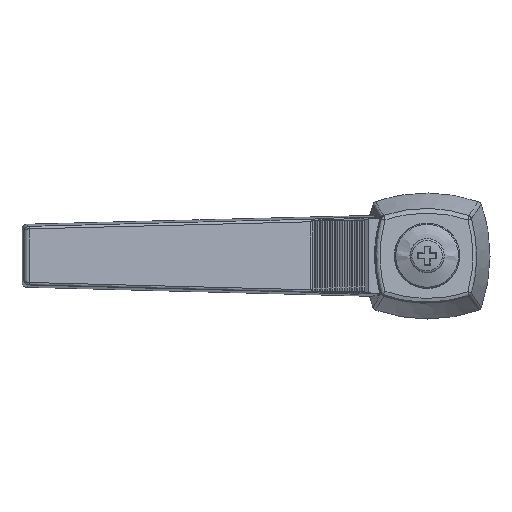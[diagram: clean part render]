
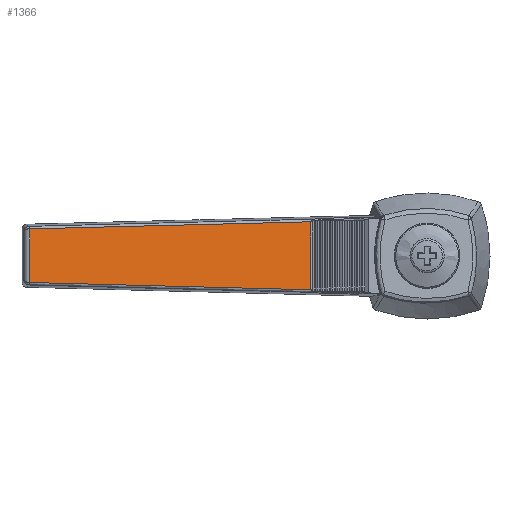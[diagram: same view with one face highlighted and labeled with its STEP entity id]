
A CAD part, top view. The second image highlights one B-rep face of the part: STEP entity #1366.
In plain terms, the highlighted planar face has unit normal (0.174, 0, 0.985).
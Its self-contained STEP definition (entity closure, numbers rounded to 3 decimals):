
#1366 = ADVANCED_FACE( '', ( #2789 ), #2790, .F. );
#2789 = FACE_OUTER_BOUND( '', #8746, .T. );
#2790 = PLANE( '', #8747 );
#8746 = EDGE_LOOP( '', ( #13274, #13275, #13276, #13277 ) );
#8747 = AXIS2_PLACEMENT_3D( '', #13278, #13279, #13280 );
#13274 = ORIENTED_EDGE( '', *, *, #14252, .T. );
#13275 = ORIENTED_EDGE( '', *, *, #15275, .T. );
#13276 = ORIENTED_EDGE( '', *, *, #13728, .T. );
#13277 = ORIENTED_EDGE( '', *, *, #14337, .T. );
#13278 = CARTESIAN_POINT( '', ( -33.905, 0., 38.274 ) );
#13279 = DIRECTION( '', ( -0.174, 0., -0.985 ) );
#13280 = DIRECTION( '', ( -0.985, 0., 0.174 ) );
#13728 = EDGE_CURVE( '', #15779, #15780, #15781, .T. );
#14252 = EDGE_CURVE( '', #16673, #16671, #16674, .T. );
#14337 = EDGE_CURVE( '', #15780, #16673, #16800, .F. );
#15275 = EDGE_CURVE( '', #16671, #15779, #18014, .F. );
#15779 = VERTEX_POINT( '', #19136 );
#15780 = VERTEX_POINT( '', #19137 );
#15781 = B_SPLINE_CURVE_WITH_KNOTS( '', 3, ( #19138, #19139, #19140, #19141, #19142, #19143, #19144, #19145 ), .UNSPECIFIED., .F., .F., ( 4, 2, 2, 4 ), ( 0.001, 0.015, 0.029, 0.058 ), .UNSPECIFIED. );
#16671 = VERTEX_POINT( '', #21725 );
#16673 = VERTEX_POINT( '', #21727 );
#16674 = B_SPLINE_CURVE_WITH_KNOTS( '', 3, ( #21728, #21729, #21730, #21731, #21732, #21733, #21734, #21735 ), .UNSPECIFIED., .F., .F., ( 4, 2, 2, 4 ), ( 0., 0.028, 0.043, 0.057 ), .UNSPECIFIED. );
#16800 = LINE( '', #22174, #22175 );
#18014 = LINE( '', #25308, #25309 );
#19136 = CARTESIAN_POINT( '', ( -78.94, -5.324, 46.215 ) );
#19137 = CARTESIAN_POINT( '', ( -23.09, -6.754, 36.367 ) );
#19138 = CARTESIAN_POINT( '', ( -78.94, -5.324, 46.215 ) );
#19139 = CARTESIAN_POINT( '', ( -74.286, -5.442, 45.394 ) );
#19140 = CARTESIAN_POINT( '', ( -69.631, -5.561, 44.574 ) );
#19141 = CARTESIAN_POINT( '', ( -60.323, -5.798, 42.932 ) );
#19142 = CARTESIAN_POINT( '', ( -55.669, -5.918, 42.112 ) );
#19143 = CARTESIAN_POINT( '', ( -41.706, -6.275, 39.65 ) );
#19144 = CARTESIAN_POINT( '', ( -32.398, -6.514, 38.009 ) );
#19145 = CARTESIAN_POINT( '', ( -23.09, -6.754, 36.367 ) );
#21725 = CARTESIAN_POINT( '', ( -78.94, 5.324, 46.215 ) );
#21727 = CARTESIAN_POINT( '', ( -23.09, 6.754, 36.367 ) );
#21728 = CARTESIAN_POINT( '', ( -23.09, 6.754, 36.367 ) );
#21729 = CARTESIAN_POINT( '', ( -32.398, 6.514, 38.009 ) );
#21730 = CARTESIAN_POINT( '', ( -41.706, 6.275, 39.65 ) );
#21731 = CARTESIAN_POINT( '', ( -55.669, 5.918, 42.112 ) );
#21732 = CARTESIAN_POINT( '', ( -60.323, 5.798, 42.932 ) );
#21733 = CARTESIAN_POINT( '', ( -69.631, 5.561, 44.574 ) );
#21734 = CARTESIAN_POINT( '', ( -74.286, 5.442, 45.394 ) );
#21735 = CARTESIAN_POINT( '', ( -78.94, 5.324, 46.215 ) );
#22174 = CARTESIAN_POINT( '', ( -23.09, 6.986, 36.367 ) );
#22175 = VECTOR( '', #26316, 1000. );
#25308 = CARTESIAN_POINT( '', ( -78.94, 0., 46.215 ) );
#25309 = VECTOR( '', #27181, 1000. );
#26316 = DIRECTION( '', ( 0., -1., 0. ) );
#27181 = DIRECTION( '', ( 0., 1., 0. ) );
